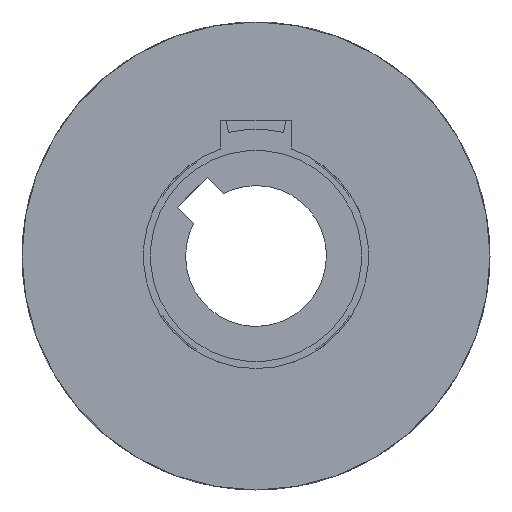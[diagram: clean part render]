
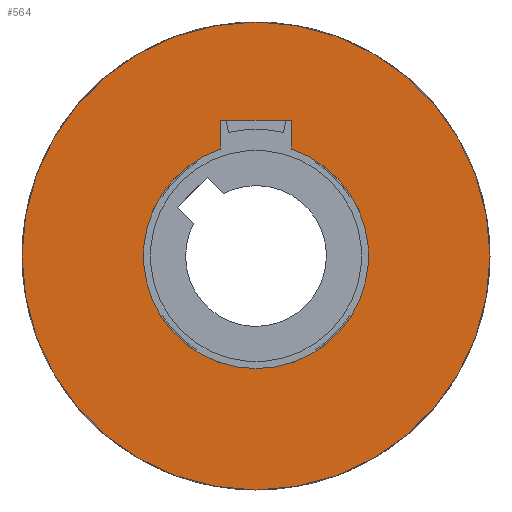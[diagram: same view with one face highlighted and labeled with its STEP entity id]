
A CAD part, left-side view. The second image highlights one B-rep face of the part: STEP entity #564.
In plain terms, the highlighted planar face has unit normal (-1, 0, 0).
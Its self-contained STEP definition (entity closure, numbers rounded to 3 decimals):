
#564=ADVANCED_FACE('NONE',(#1099,#1100),#1101,.F.);
#1099=FACE_BOUND('',#1622,.T.);
#1100=FACE_OUTER_BOUND('',#1623,.T.);
#1101=PLANE('',#1624);
#1622=EDGE_LOOP('',(#3054,#3055,#3056,#3057,#3058));
#1623=EDGE_LOOP('',(#3059,#3060));
#1624=AXIS2_PLACEMENT_3D('',#3061,#3062,#3063);
#3054=ORIENTED_EDGE('',*,*,#3699,.T.);
#3055=ORIENTED_EDGE('',*,*,#3703,.T.);
#3056=ORIENTED_EDGE('',*,*,#3706,.T.);
#3057=ORIENTED_EDGE('',*,*,#3661,.T.);
#3058=ORIENTED_EDGE('',*,*,#3695,.T.);
#3059=ORIENTED_EDGE('',*,*,#3755,.T.);
#3060=ORIENTED_EDGE('',*,*,#3773,.T.);
#3061=CARTESIAN_POINT('',(0.,0.0,33.25));
#3062=DIRECTION('',(1.0,0.0,0.0));
#3063=DIRECTION('',(0.0,-0.0,-1.0));
#3661=EDGE_CURVE('',#4478,#4475,#4479,.T.);
#3695=EDGE_CURVE('',#4475,#4536,#4538,.T.);
#3699=EDGE_CURVE('',#4536,#4542,#4544,.T.);
#3703=EDGE_CURVE('',#4542,#4548,#4550,.T.);
#3706=EDGE_CURVE('',#4548,#4478,#4553,.T.);
#3755=EDGE_CURVE('NONE',#4625,#4623,#4626,.T.);
#3773=EDGE_CURVE('NONE',#4623,#4625,#4651,.T.);
#4475=VERTEX_POINT('',#5645);
#4478=VERTEX_POINT('',#5649);
#4479=CIRCLE('',#5650,16.0);
#4536=VERTEX_POINT('',#5722);
#4538=CIRCLE('',#5725,16.0);
#4542=VERTEX_POINT('',#5730);
#4544=LINE('',#5733,#5734);
#4548=VERTEX_POINT('',#5739);
#4550=LINE('',#5742,#5743);
#4553=LINE('',#5747,#5748);
#4623=VERTEX_POINT('NONE',#5843);
#4625=VERTEX_POINT('NONE',#5846);
#4626=CIRCLE('',#5847,33.25);
#4651=CIRCLE('',#5940,33.25);
#5645=CARTESIAN_POINT('',(0.0,0.,-16.0));
#5649=CARTESIAN_POINT('',(0.0,-5.0,15.199));
#5650=AXIS2_PLACEMENT_3D('',#6547,#6548,#6549);
#5722=CARTESIAN_POINT('',(0.0,5.0,15.199));
#5725=AXIS2_PLACEMENT_3D('',#6605,#6606,#6607);
#5730=CARTESIAN_POINT('',(0.0,5.0,19.3));
#5733=CARTESIAN_POINT('',(0.0,5.0,21.45));
#5734=VECTOR('',#6610,1.0);
#5739=CARTESIAN_POINT('',(0.0,-5.0,19.3));
#5742=CARTESIAN_POINT('',(0.,0.0,19.3));
#5743=VECTOR('',#6613,1.0);
#5747=CARTESIAN_POINT('',(0.,-5.0,21.45));
#5748=VECTOR('',#6615,1.0);
#5843=CARTESIAN_POINT('',(0.,33.25,0.));
#5846=CARTESIAN_POINT('',(0.,-33.25,0.0));
#5847=AXIS2_PLACEMENT_3D('',#6669,#6670,#6671);
#5940=AXIS2_PLACEMENT_3D('',#6696,#6697,#6698);
#6547=CARTESIAN_POINT('',(0.0,0.0,0.0));
#6548=DIRECTION('',(1.0,0.0,-0.0));
#6549=DIRECTION('',(0.0,0.0,1.0));
#6605=CARTESIAN_POINT('',(0.0,0.0,0.0));
#6606=DIRECTION('',(1.0,0.0,-0.0));
#6607=DIRECTION('',(0.0,0.0,1.0));
#6610=DIRECTION('',(-0.0,0.0,1.0));
#6613=DIRECTION('',(0.0,-1.0,0.0));
#6615=DIRECTION('',(0.0,0.0,-1.0));
#6669=CARTESIAN_POINT('',(0.,0.0,0.0));
#6670=DIRECTION('',(-1.0,0.0,0.0));
#6671=DIRECTION('',(0.0,-1.0,0.0));
#6696=CARTESIAN_POINT('',(0.,0.0,0.0));
#6697=DIRECTION('',(-1.0,0.0,0.0));
#6698=DIRECTION('',(0.0,-1.0,0.0));
